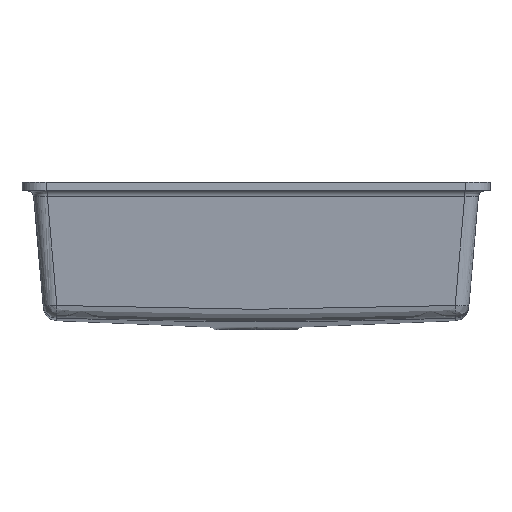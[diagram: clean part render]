
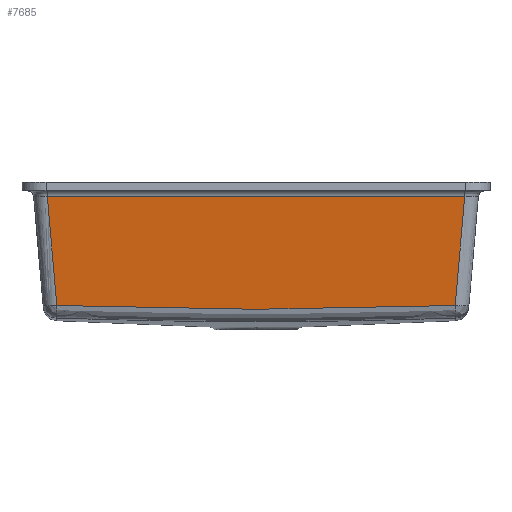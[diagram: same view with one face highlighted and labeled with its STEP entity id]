
A CAD part, front view. The second image highlights one B-rep face of the part: STEP entity #7685.
In plain terms, the highlighted planar face has unit normal (0, -0.996, -0.087).
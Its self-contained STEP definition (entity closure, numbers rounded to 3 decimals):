
#3261=(
BOUNDED_CURVE()
B_SPLINE_CURVE(3,(#91295,#91296,#91297,#91298,#91299,#91300,#91301,#91302,
#91303,#91304,#91305,#91306,#91307,#91308,#91309,#91310,#91311,#91312),
 .UNSPECIFIED.,.F.,.F.)
B_SPLINE_CURVE_WITH_KNOTS((4,2,2,2,2,2,2,2,4),(-580.121,-507.606,
-435.091,-362.576,-290.06,-217.545,
-145.03,-72.515,0.),.UNSPECIFIED.)
CURVE()
GEOMETRIC_REPRESENTATION_ITEM()
RATIONAL_B_SPLINE_CURVE((1.,1.,1.,1.,1.,1.,1.,1.,1.,1.,1.,1.,1.,1.,1.,1.,
1.,1.))
REPRESENTATION_ITEM('')
);
#3267=(
BOUNDED_CURVE()
B_SPLINE_CURVE(3,(#91342,#91343,#91344,#91345),.UNSPECIFIED.,.F.,.F.)
B_SPLINE_CURVE_WITH_KNOTS((4,4),(765.969,925.483),
 .UNSPECIFIED.)
CURVE()
GEOMETRIC_REPRESENTATION_ITEM()
RATIONAL_B_SPLINE_CURVE((1.,1.,1.,1.))
REPRESENTATION_ITEM('')
);
#3269=(
BOUNDED_CURVE()
B_SPLINE_CURVE(3,(#91364,#91365,#91366,#91367),.UNSPECIFIED.,.F.,.F.)
B_SPLINE_CURVE_WITH_KNOTS((4,4),(0.,159.514),
 .UNSPECIFIED.)
CURVE()
GEOMETRIC_REPRESENTATION_ITEM()
RATIONAL_B_SPLINE_CURVE((1.,1.,1.,1.))
REPRESENTATION_ITEM('')
);
#7685=ADVANCED_FACE('',(#11720),#47319,.T.);
#11720=FACE_OUTER_BOUND('',#15765,.T.);
#15765=EDGE_LOOP('',(#28285,#28286,#28287,#28288));
#28285=ORIENTED_EDGE('',*,*,#35978,.F.);
#28286=ORIENTED_EDGE('',*,*,#35990,.F.);
#28287=ORIENTED_EDGE('',*,*,#35980,.F.);
#28288=ORIENTED_EDGE('',*,*,#35970,.F.);
#35970=EDGE_CURVE('',#46011,#46012,#3261,.T.);
#35978=EDGE_CURVE('',#46016,#46011,#3267,.T.);
#35980=EDGE_CURVE('',#46012,#46017,#3269,.T.);
#35990=EDGE_CURVE('',#46017,#46016,#42629,.T.);
#42629=B_SPLINE_CURVE_WITH_KNOTS('',1,(#91435,#91436),.UNSPECIFIED.,.F.,
 .F.,(2,2),(-606.455,0.),.UNSPECIFIED.);
#46011=VERTEX_POINT('',#90360);
#46012=VERTEX_POINT('',#90361);
#46016=VERTEX_POINT('',#90365);
#46017=VERTEX_POINT('',#90366);
#47319=PLANE('',#51128);
#51128=AXIS2_PLACEMENT_3D('',#88644,#52204,$);
#52204=DIRECTION('',(0.,-0.996,-0.087));
#88644=CARTESIAN_POINT('',(-309.292,-285.295,186.709));
#90360=CARTESIAN_POINT('',(289.378,-271.301,26.764));
#90361=CARTESIAN_POINT('',(-289.378,-271.301,26.764));
#90365=CARTESIAN_POINT('',(303.228,-285.152,185.071));
#90366=CARTESIAN_POINT('',(-303.228,-285.152,185.071));
#91295=CARTESIAN_POINT('',(289.378,-271.301,26.764));
#91296=CARTESIAN_POINT('',(265.265,-271.236,26.016));
#91297=CARTESIAN_POINT('',(241.151,-271.174,25.306));
#91298=CARTESIAN_POINT('',(192.92,-271.06,24.008));
#91299=CARTESIAN_POINT('',(168.804,-271.009,23.42));
#91300=CARTESIAN_POINT('',(120.568,-270.922,22.429));
#91301=CARTESIAN_POINT('',(96.449,-270.887,22.026));
#91302=CARTESIAN_POINT('',(48.205,-270.839,21.476));
#91303=CARTESIAN_POINT('',(24.081,-270.826,21.33));
#91304=CARTESIAN_POINT('',(-24.171,-270.826,21.331));
#91305=CARTESIAN_POINT('',(-48.293,-270.839,21.477));
#91306=CARTESIAN_POINT('',(-96.527,-270.887,22.027));
#91307=CARTESIAN_POINT('',(-120.64,-270.922,22.43));
#91308=CARTESIAN_POINT('',(-168.859,-271.009,23.422));
#91309=CARTESIAN_POINT('',(-192.965,-271.06,24.01));
#91310=CARTESIAN_POINT('',(-241.174,-271.174,25.307));
#91311=CARTESIAN_POINT('',(-265.277,-271.236,26.016));
#91312=CARTESIAN_POINT('',(-289.378,-271.301,26.764));
#91342=CARTESIAN_POINT('',(303.228,-285.152,185.071));
#91343=CARTESIAN_POINT('',(298.611,-280.535,132.302));
#91344=CARTESIAN_POINT('',(293.994,-275.918,79.533));
#91345=CARTESIAN_POINT('',(289.378,-271.301,26.764));
#91364=CARTESIAN_POINT('',(-289.378,-271.301,26.764));
#91365=CARTESIAN_POINT('',(-293.994,-275.918,79.533));
#91366=CARTESIAN_POINT('',(-298.611,-280.535,132.302));
#91367=CARTESIAN_POINT('',(-303.228,-285.152,185.071));
#91435=CARTESIAN_POINT('',(-303.228,-285.152,185.071));
#91436=CARTESIAN_POINT('',(303.228,-285.152,185.071));
